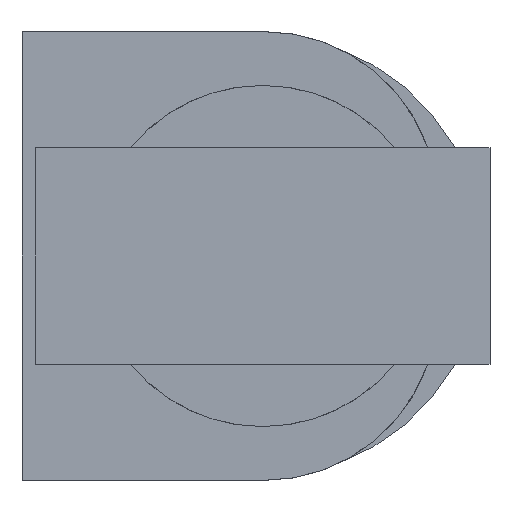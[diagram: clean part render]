
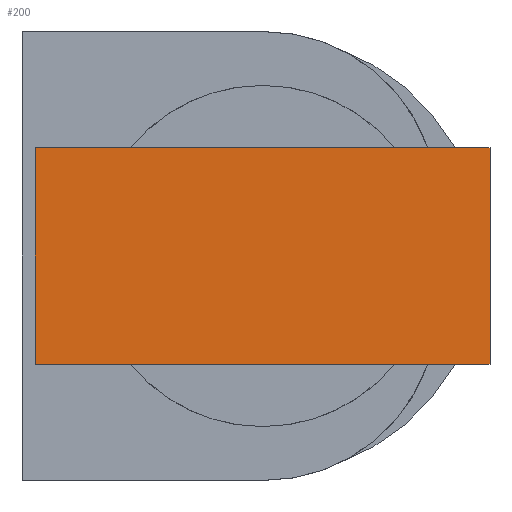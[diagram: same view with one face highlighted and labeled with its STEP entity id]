
A CAD part, front view. The second image highlights one B-rep face of the part: STEP entity #200.
In plain terms, the highlighted planar face has unit normal (0, -1, 0).
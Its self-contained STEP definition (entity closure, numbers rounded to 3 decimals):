
#62 = VERTEX_POINT ( 'NONE', #560 ) ;
#153 = EDGE_CURVE ( 'NONE', #802, #1726, #1164, .T. ) ;
#188 = DIRECTION ( 'NONE',  ( 0., 0., 1. ) ) ;
#198 = DIRECTION ( 'NONE',  ( 0., 1., 0. ) ) ;
#200 = ADVANCED_FACE ( 'NONE', ( #757 ), #1600, .F. ) ;
#357 = CARTESIAN_POINT ( 'NONE',  ( 20., -24.35, -9.5 ) ) ;
#383 = EDGE_LOOP ( 'NONE', ( #423, #726, #756, #932 ) ) ;
#423 = ORIENTED_EDGE ( 'NONE', *, *, #1795, .T. ) ;
#537 = DIRECTION ( 'NONE',  ( -1., 0., 0. ) ) ;
#542 = CARTESIAN_POINT ( 'NONE',  ( -20., -24.35, 9.5 ) ) ;
#560 = CARTESIAN_POINT ( 'NONE',  ( -20., -24.35, -9.5 ) ) ;
#579 = VECTOR ( 'NONE', #537, 1000. ) ;
#603 = DIRECTION ( 'NONE',  ( -1., 0., 0. ) ) ;
#664 = VECTOR ( 'NONE', #603, 1000. ) ;
#726 = ORIENTED_EDGE ( 'NONE', *, *, #1277, .F. ) ;
#734 = VECTOR ( 'NONE', #1255, 1000. ) ;
#756 = ORIENTED_EDGE ( 'NONE', *, *, #1401, .F. ) ;
#757 = FACE_OUTER_BOUND ( 'NONE', #383, .T. ) ;
#765 = CARTESIAN_POINT ( 'NONE',  ( 20., -24.35, 9.5 ) ) ;
#802 = VERTEX_POINT ( 'NONE', #950 ) ;
#844 = LINE ( 'NONE', #1688, #734 ) ;
#890 = CARTESIAN_POINT ( 'NONE',  ( 20., -24.35, 9.5 ) ) ;
#932 = ORIENTED_EDGE ( 'NONE', *, *, #153, .T. ) ;
#950 = CARTESIAN_POINT ( 'NONE',  ( 20., -24.35, 9.5 ) ) ;
#1038 = CARTESIAN_POINT ( 'NONE',  ( 20., -24.35, -9.5 ) ) ;
#1068 = VERTEX_POINT ( 'NONE', #1038 ) ;
#1146 = DIRECTION ( 'NONE',  ( 0., 0., -1. ) ) ;
#1164 = LINE ( 'NONE', #890, #664 ) ;
#1255 = DIRECTION ( 'NONE',  ( 0., 0., -1. ) ) ;
#1277 = EDGE_CURVE ( 'NONE', #1068, #62, #1372, .T. ) ;
#1372 = LINE ( 'NONE', #357, #579 ) ;
#1401 = EDGE_CURVE ( 'NONE', #802, #1068, #844, .T. ) ;
#1534 = VECTOR ( 'NONE', #1146, 1000. ) ;
#1600 = PLANE ( 'NONE',  #1770 ) ;
#1647 = CARTESIAN_POINT ( 'NONE',  ( -20., -24.35, 9.5 ) ) ;
#1688 = CARTESIAN_POINT ( 'NONE',  ( 20., -24.35, 9.5 ) ) ;
#1726 = VERTEX_POINT ( 'NONE', #1647 ) ;
#1770 = AXIS2_PLACEMENT_3D ( 'NONE', #765, #198, #188 ) ;
#1795 = EDGE_CURVE ( 'NONE', #1726, #62, #1849, .T. ) ;
#1849 = LINE ( 'NONE', #542, #1534 ) ;
